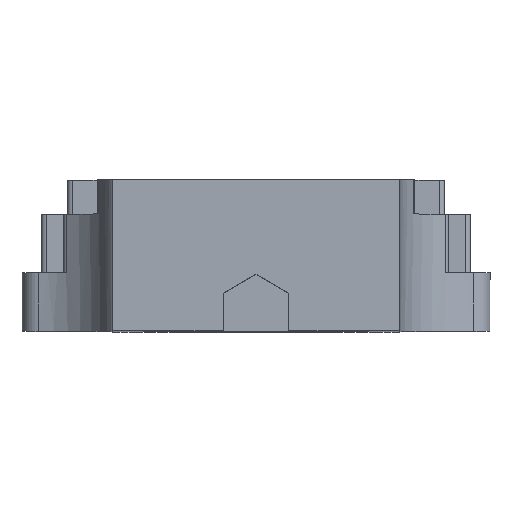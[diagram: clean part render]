
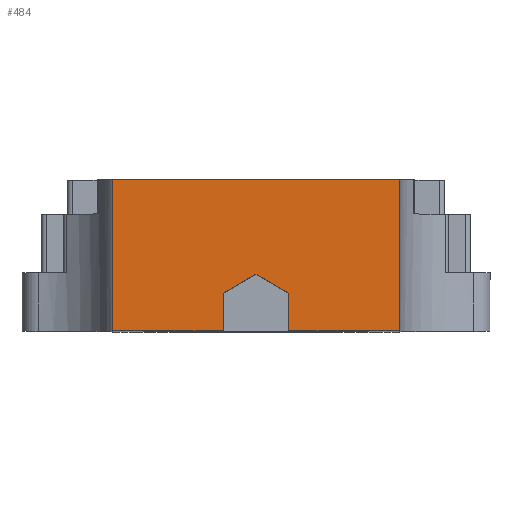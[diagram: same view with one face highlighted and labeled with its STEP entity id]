
A CAD part, top view. The second image highlights one B-rep face of the part: STEP entity #484.
In plain terms, the highlighted planar face has unit normal (0, 0, 1).
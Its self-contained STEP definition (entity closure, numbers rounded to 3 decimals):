
#196 = DIRECTION ( 'NONE',  ( 1., 0., 0. ) ) ;
#264 = CARTESIAN_POINT ( 'NONE',  ( -7.6, -4., 40. ) ) ;
#286 = CARTESIAN_POINT ( 'NONE',  ( 7.6, 4., 40. ) ) ;
#303 = DIRECTION ( 'NONE',  ( 0., 0., 1. ) ) ;
#484 = ADVANCED_FACE ( 'NONE', ( #923 ), #8655, .T. ) ;
#849 = VERTEX_POINT ( 'NONE', #3528 ) ;
#923 = FACE_OUTER_BOUND ( 'NONE', #7946, .T. ) ;
#928 = CARTESIAN_POINT ( 'NONE',  ( -7.6, 4., 40. ) ) ;
#979 = DIRECTION ( 'NONE',  ( 0., 1., 0. ) ) ;
#1003 = LINE ( 'NONE', #4013, #6138 ) ;
#1065 = CARTESIAN_POINT ( 'NONE',  ( 1.732, -4., 40. ) ) ;
#1072 = VECTOR ( 'NONE', #5840, 1000. ) ;
#1091 = CARTESIAN_POINT ( 'NONE',  ( -1.732, -2., 40. ) ) ;
#1201 = DIRECTION ( 'NONE',  ( -1., 0., 0. ) ) ;
#1517 = CARTESIAN_POINT ( 'NONE',  ( 0., -1., 40. ) ) ;
#1550 = VERTEX_POINT ( 'NONE', #264 ) ;
#1552 = ORIENTED_EDGE ( 'NONE', *, *, #1555, .T. ) ;
#1555 = EDGE_CURVE ( 'NONE', #5493, #8358, #4803, .T. ) ;
#1755 = VERTEX_POINT ( 'NONE', #928 ) ;
#1797 = LINE ( 'NONE', #7982, #8996 ) ;
#1844 = DIRECTION ( 'NONE',  ( 0., -1., 0. ) ) ;
#1912 = ORIENTED_EDGE ( 'NONE', *, *, #5639, .F. ) ;
#2182 = VECTOR ( 'NONE', #196, 1000. ) ;
#2586 = EDGE_CURVE ( 'NONE', #5493, #7810, #3216, .T. ) ;
#2611 = LINE ( 'NONE', #3647, #2182 ) ;
#2787 = CARTESIAN_POINT ( 'NONE',  ( 1.732, -4., 40. ) ) ;
#3216 = LINE ( 'NONE', #2787, #8598 ) ;
#3229 = ORIENTED_EDGE ( 'NONE', *, *, #7950, .T. ) ;
#3383 = AXIS2_PLACEMENT_3D ( 'NONE', #7285, #303, #8626 ) ;
#3492 = ORIENTED_EDGE ( 'NONE', *, *, #2586, .F. ) ;
#3528 = CARTESIAN_POINT ( 'NONE',  ( -1.732, -4., 40. ) ) ;
#3638 = VECTOR ( 'NONE', #979, 1000. ) ;
#3647 = CARTESIAN_POINT ( 'NONE',  ( -7.6, -4., 40. ) ) ;
#3706 = ORIENTED_EDGE ( 'NONE', *, *, #8559, .T. ) ;
#3761 = DIRECTION ( 'NONE',  ( -0.866, -0.5, 0. ) ) ;
#3991 = ORIENTED_EDGE ( 'NONE', *, *, #7270, .T. ) ;
#4013 = CARTESIAN_POINT ( 'NONE',  ( -1.732, -2., 40. ) ) ;
#4779 = DIRECTION ( 'NONE',  ( 0., -1., 0. ) ) ;
#4803 = LINE ( 'NONE', #7218, #1072 ) ;
#4806 = CARTESIAN_POINT ( 'NONE',  ( 1.732, -2., 40. ) ) ;
#5075 = CARTESIAN_POINT ( 'NONE',  ( 7.6, 4., 40. ) ) ;
#5326 = CARTESIAN_POINT ( 'NONE',  ( -7.6, 4., 40. ) ) ;
#5409 = EDGE_CURVE ( 'NONE', #8358, #6402, #7371, .T. ) ;
#5424 = EDGE_CURVE ( 'NONE', #5851, #8742, #1797, .T. ) ;
#5440 = DIRECTION ( 'NONE',  ( -0.866, 0.5, 0. ) ) ;
#5493 = VERTEX_POINT ( 'NONE', #1065 ) ;
#5569 = ORIENTED_EDGE ( 'NONE', *, *, #5409, .T. ) ;
#5639 = EDGE_CURVE ( 'NONE', #7810, #5851, #8360, .T. ) ;
#5752 = CARTESIAN_POINT ( 'NONE',  ( 7.6, -4., 40. ) ) ;
#5840 = DIRECTION ( 'NONE',  ( 1., 0., 0. ) ) ;
#5851 = VERTEX_POINT ( 'NONE', #1517 ) ;
#6138 = VECTOR ( 'NONE', #4779, 1000. ) ;
#6245 = ORIENTED_EDGE ( 'NONE', *, *, #5424, .F. ) ;
#6402 = VERTEX_POINT ( 'NONE', #5075 ) ;
#6464 = VECTOR ( 'NONE', #1844, 1000. ) ;
#6760 = CARTESIAN_POINT ( 'NONE',  ( -7.6, 4., 40. ) ) ;
#6879 = EDGE_CURVE ( 'NONE', #8742, #849, #1003, .T. ) ;
#6897 = VECTOR ( 'NONE', #1201, 1000. ) ;
#6907 = LINE ( 'NONE', #5326, #6464 ) ;
#7117 = LINE ( 'NONE', #6760, #6897 ) ;
#7218 = CARTESIAN_POINT ( 'NONE',  ( -7.6, -4., 40. ) ) ;
#7270 = EDGE_CURVE ( 'NONE', #1755, #1550, #6907, .T. ) ;
#7285 = CARTESIAN_POINT ( 'NONE',  ( 0., 0., 40. ) ) ;
#7371 = LINE ( 'NONE', #286, #3638 ) ;
#7719 = DIRECTION ( 'NONE',  ( 0., 1., 0. ) ) ;
#7810 = VERTEX_POINT ( 'NONE', #4806 ) ;
#7933 = VECTOR ( 'NONE', #5440, 1000. ) ;
#7946 = EDGE_LOOP ( 'NONE', ( #8836, #6245, #1912, #3492, #1552, #5569, #3229, #3991, #3706 ) ) ;
#7950 = EDGE_CURVE ( 'NONE', #6402, #1755, #7117, .T. ) ;
#7982 = CARTESIAN_POINT ( 'NONE',  ( 0., -1., 40. ) ) ;
#8358 = VERTEX_POINT ( 'NONE', #5752 ) ;
#8360 = LINE ( 'NONE', #8896, #7933 ) ;
#8559 = EDGE_CURVE ( 'NONE', #1550, #849, #2611, .T. ) ;
#8598 = VECTOR ( 'NONE', #7719, 1000. ) ;
#8626 = DIRECTION ( 'NONE',  ( 1., 0., 0. ) ) ;
#8655 = PLANE ( 'NONE',  #3383 ) ;
#8742 = VERTEX_POINT ( 'NONE', #1091 ) ;
#8836 = ORIENTED_EDGE ( 'NONE', *, *, #6879, .F. ) ;
#8896 = CARTESIAN_POINT ( 'NONE',  ( 1.732, -2., 40. ) ) ;
#8996 = VECTOR ( 'NONE', #3761, 1000. ) ;
